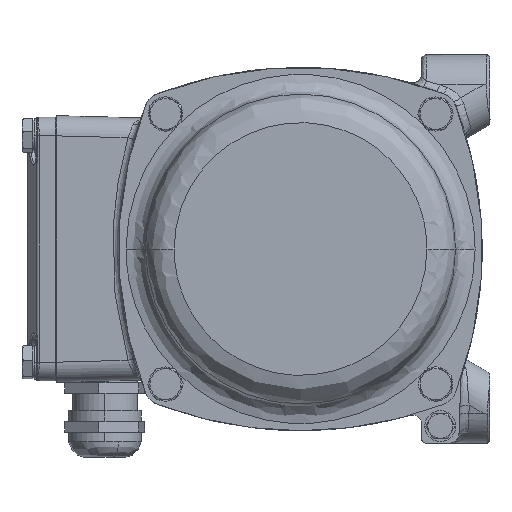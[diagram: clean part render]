
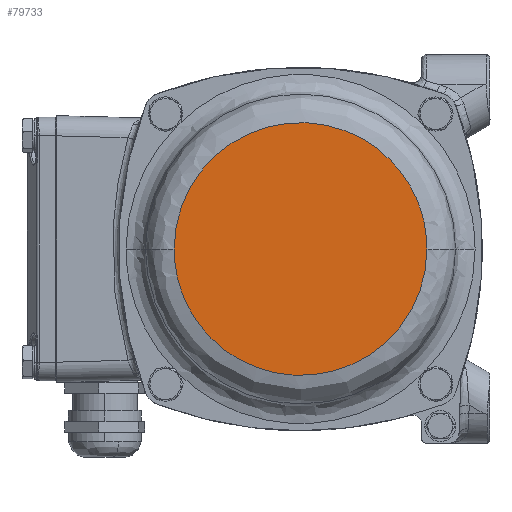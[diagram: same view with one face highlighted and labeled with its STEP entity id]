
A CAD part, left-side view. The second image highlights one B-rep face of the part: STEP entity #79733.
In plain terms, the highlighted planar face has unit normal (-1, 0, 0).
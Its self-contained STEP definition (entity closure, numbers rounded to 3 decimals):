
#3119 = EDGE_LOOP ( 'NONE', ( #30359, #59707 ) ) ;
#11630 = CARTESIAN_POINT ( 'NONE',  ( -112.5, -40.7, 0. ) ) ;
#17749 = DIRECTION ( 'NONE',  ( 0., 0., -1. ) ) ;
#20492 = CARTESIAN_POINT ( 'NONE',  ( -112.5, -40.7, -81.4 ) ) ;
#26890 = EDGE_CURVE ( 'NONE', #78560, #75082, #125106, .T. ) ;
#26930 = EDGE_CURVE ( 'NONE', #75082, #78560, #121052, .T. ) ;
#29184 = PLANE ( 'NONE',  #47035 ) ;
#30359 = ORIENTED_EDGE ( 'NONE', *, *, #26890, .F. ) ;
#47035 = AXIS2_PLACEMENT_3D ( 'NONE', #90632, #60387, #17749 ) ;
#49831 = CARTESIAN_POINT ( 'NONE',  ( -112.5, 40.7, 0. ) ) ;
#51604 = CARTESIAN_POINT ( 'NONE',  ( -112.5, 40.7, -81.4 ) ) ;
#57083 = CARTESIAN_POINT ( 'NONE',  ( -112.5, 40.7, 0. ) ) ;
#59707 = ORIENTED_EDGE ( 'NONE', *, *, #26930, .F. ) ;
#60387 = DIRECTION ( 'NONE',  ( 1., 0., 0. ) ) ;
#75082 = VERTEX_POINT ( 'NONE', #97623 ) ;
#78560 = VERTEX_POINT ( 'NONE', #57083 ) ;
#79209 = CARTESIAN_POINT ( 'NONE',  ( -112.5, -40.7, 81.4 ) ) ;
#79733 = ADVANCED_FACE ( 'NONE', ( #91682 ), #29184, .F. ) ;
#90632 = CARTESIAN_POINT ( 'NONE',  ( -112.5, 0., 40.7 ) ) ;
#91682 = FACE_OUTER_BOUND ( 'NONE', #3119, .T. ) ;
#97623 = CARTESIAN_POINT ( 'NONE',  ( -112.5, -40.7, 0. ) ) ;
#99691 = CARTESIAN_POINT ( 'NONE',  ( -112.5, -40.7, 0. ) ) ;
#113442 = CARTESIAN_POINT ( 'NONE',  ( -112.5, 40.7, 0. ) ) ;
#121052 =( BOUNDED_CURVE ( )  B_SPLINE_CURVE ( 3, ( #11630, #20492, #51604, #113442 ),
 .UNSPECIFIED., .F., .F. ) 
 B_SPLINE_CURVE_WITH_KNOTS ( ( 4, 4 ),
 ( 0.5, 1. ),
 .UNSPECIFIED. ) 
 CURVE ( )  GEOMETRIC_REPRESENTATION_ITEM ( )  RATIONAL_B_SPLINE_CURVE ( ( 1., 0.333, 0.333, 1. ) ) 
 REPRESENTATION_ITEM ( '' )  );
#125106 =( BOUNDED_CURVE ( )  B_SPLINE_CURVE ( 3, ( #49831, #130425, #79209, #99691 ),
 .UNSPECIFIED., .F., .F. ) 
 B_SPLINE_CURVE_WITH_KNOTS ( ( 4, 4 ),
 ( 0., 0.5 ),
 .UNSPECIFIED. ) 
 CURVE ( )  GEOMETRIC_REPRESENTATION_ITEM ( )  RATIONAL_B_SPLINE_CURVE ( ( 1., 0.333, 0.333, 1. ) ) 
 REPRESENTATION_ITEM ( '' )  );
#130425 = CARTESIAN_POINT ( 'NONE',  ( -112.5, 40.7, 81.4 ) ) ;
